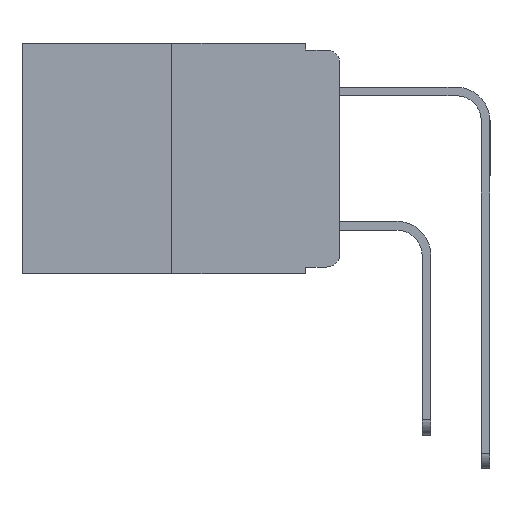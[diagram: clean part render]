
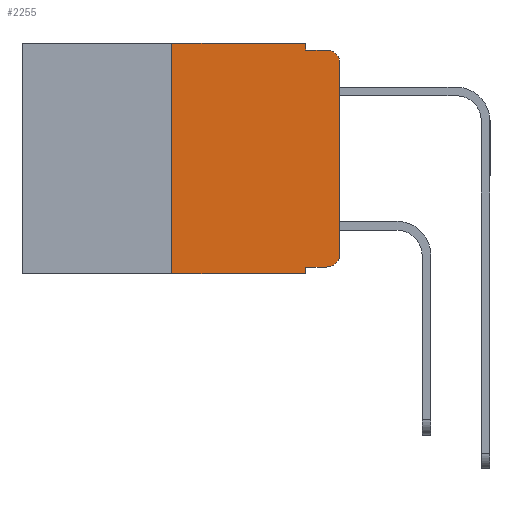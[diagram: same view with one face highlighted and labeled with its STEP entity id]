
A CAD part, left-side view. The second image highlights one B-rep face of the part: STEP entity #2255.
In plain terms, the highlighted planar face has unit normal (-1, 0, 0).
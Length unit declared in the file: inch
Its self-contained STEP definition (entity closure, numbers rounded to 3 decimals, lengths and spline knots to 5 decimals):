
#26 = LINE ( 'NONE', #5484, #4394 ) ;
#33 = VERTEX_POINT ( 'NONE', #10535 ) ;
#74 = AXIS2_PLACEMENT_3D ( 'NONE', #521, #1373, #6833 ) ;
#301 = EDGE_CURVE ( 'NONE', #11428, #5319, #26, .T. ) ;
#521 = CARTESIAN_POINT ( 'NONE',  ( 0., 0.473, 0. ) ) ;
#776 = LINE ( 'NONE', #830, #4194 ) ;
#830 = CARTESIAN_POINT ( 'NONE',  ( 0., 0.473, -0.343 ) ) ;
#1050 = ORIENTED_EDGE ( 'NONE', *, *, #6519, .T. ) ;
#1346 = CARTESIAN_POINT ( 'NONE',  ( 0., 0.02, -0.313 ) ) ;
#1373 = DIRECTION ( 'NONE',  ( 1., 0., 0. ) ) ;
#1539 = LINE ( 'NONE', #1601, #9599 ) ;
#1601 = CARTESIAN_POINT ( 'NONE',  ( 0., 0.473, 0. ) ) ;
#2048 = LINE ( 'NONE', #8680, #2479 ) ;
#2049 = VECTOR ( 'NONE', #7763, 39.37008 ) ;
#2255 = ADVANCED_FACE ( 'NONE', ( #4240 ), #8833, .F. ) ;
#2318 = AXIS2_PLACEMENT_3D ( 'NONE', #6517, #8281, #4776 ) ;
#2364 = VECTOR ( 'NONE', #6212, 39.37008 ) ;
#2424 = CARTESIAN_POINT ( 'NONE',  ( 0., 0.25, -0.343 ) ) ;
#2479 = VECTOR ( 'NONE', #4192, 39.37008 ) ;
#2618 = LINE ( 'NONE', #9863, #2364 ) ;
#2870 = CIRCLE ( 'NONE', #11398, 0.02 ) ;
#3166 = EDGE_CURVE ( 'NONE', #10223, #33, #2870, .T. ) ;
#3367 = CARTESIAN_POINT ( 'NONE',  ( 0., 0.051, -0.333 ) ) ;
#3443 = ORIENTED_EDGE ( 'NONE', *, *, #4535, .F. ) ;
#4186 = VERTEX_POINT ( 'NONE', #4886 ) ;
#4192 = DIRECTION ( 'NONE',  ( 0., 0., -1. ) ) ;
#4194 = VECTOR ( 'NONE', #6347, 39.37008 ) ;
#4240 = FACE_OUTER_BOUND ( 'NONE', #5460, .T. ) ;
#4259 = CIRCLE ( 'NONE', #2318, 0.02 ) ;
#4370 = ORIENTED_EDGE ( 'NONE', *, *, #301, .F. ) ;
#4394 = VECTOR ( 'NONE', #8334, 39.37008 ) ;
#4535 = EDGE_CURVE ( 'NONE', #6894, #11428, #2618, .T. ) ;
#4540 = VERTEX_POINT ( 'NONE', #5256 ) ;
#4776 = DIRECTION ( 'NONE',  ( 0., 0., -1. ) ) ;
#4886 = CARTESIAN_POINT ( 'NONE',  ( 0., 0.051, -0.343 ) ) ;
#5256 = CARTESIAN_POINT ( 'NONE',  ( 0., 0.051, -0.333 ) ) ;
#5319 = VERTEX_POINT ( 'NONE', #8972 ) ;
#5322 = EDGE_CURVE ( 'NONE', #7166, #8317, #11769, .T. ) ;
#5379 = DIRECTION ( 'NONE',  ( 0., -1., 0. ) ) ;
#5460 = EDGE_LOOP ( 'NONE', ( #7794, #8017, #4370, #3443, #5785, #8911, #1050, #11699, #9753, #10911 ) ) ;
#5484 = CARTESIAN_POINT ( 'NONE',  ( 0., 0.051, -0.01 ) ) ;
#5490 = EDGE_CURVE ( 'NONE', #8317, #6894, #1539, .T. ) ;
#5592 = EDGE_CURVE ( 'NONE', #4540, #10223, #11687, .T. ) ;
#5635 = EDGE_CURVE ( 'NONE', #4540, #4186, #2048, .T. ) ;
#5785 = ORIENTED_EDGE ( 'NONE', *, *, #5490, .F. ) ;
#6012 = LINE ( 'NONE', #6795, #2049 ) ;
#6212 = DIRECTION ( 'NONE',  ( 0., 0., -1. ) ) ;
#6347 = DIRECTION ( 'NONE',  ( 0., -1., 0. ) ) ;
#6517 = CARTESIAN_POINT ( 'NONE',  ( 0., 0.02, -0.03 ) ) ;
#6519 = EDGE_CURVE ( 'NONE', #7166, #4186, #776, .T. ) ;
#6795 = CARTESIAN_POINT ( 'NONE',  ( 0., 0., 0. ) ) ;
#6833 = DIRECTION ( 'NONE',  ( 0., 0., -1. ) ) ;
#6894 = VERTEX_POINT ( 'NONE', #9303 ) ;
#6940 = VECTOR ( 'NONE', #5379, 39.37008 ) ;
#6992 = DIRECTION ( 'NONE',  ( -1., 0., 0. ) ) ;
#7035 = EDGE_CURVE ( 'NONE', #33, #8415, #6012, .T. ) ;
#7139 = CARTESIAN_POINT ( 'NONE',  ( 0., 0.25, 0. ) ) ;
#7166 = VERTEX_POINT ( 'NONE', #2424 ) ;
#7763 = DIRECTION ( 'NONE',  ( 0., 0., 1. ) ) ;
#7794 = ORIENTED_EDGE ( 'NONE', *, *, #7035, .T. ) ;
#8017 = ORIENTED_EDGE ( 'NONE', *, *, #9455, .T. ) ;
#8029 = CARTESIAN_POINT ( 'NONE',  ( 0., 0., -0.03 ) ) ;
#8161 = DIRECTION ( 'NONE',  ( 0., -1., 0. ) ) ;
#8281 = DIRECTION ( 'NONE',  ( -1., 0., 0. ) ) ;
#8317 = VERTEX_POINT ( 'NONE', #10352 ) ;
#8334 = DIRECTION ( 'NONE',  ( 0., -1., 0. ) ) ;
#8415 = VERTEX_POINT ( 'NONE', #8029 ) ;
#8622 = VECTOR ( 'NONE', #8780, 39.37008 ) ;
#8680 = CARTESIAN_POINT ( 'NONE',  ( 0., 0.051, 0. ) ) ;
#8780 = DIRECTION ( 'NONE',  ( 0., 0., 1. ) ) ;
#8833 = PLANE ( 'NONE',  #74 ) ;
#8911 = ORIENTED_EDGE ( 'NONE', *, *, #5322, .F. ) ;
#8972 = CARTESIAN_POINT ( 'NONE',  ( 0., 0.02, -0.01 ) ) ;
#8977 = CARTESIAN_POINT ( 'NONE',  ( 0., 0.02, -0.333 ) ) ;
#9001 = DIRECTION ( 'NONE',  ( 0., 0., -1. ) ) ;
#9303 = CARTESIAN_POINT ( 'NONE',  ( 0., 0.051, 0. ) ) ;
#9455 = EDGE_CURVE ( 'NONE', #8415, #5319, #4259, .T. ) ;
#9599 = VECTOR ( 'NONE', #8161, 39.37008 ) ;
#9753 = ORIENTED_EDGE ( 'NONE', *, *, #5592, .T. ) ;
#9863 = CARTESIAN_POINT ( 'NONE',  ( 0., 0.051, 0. ) ) ;
#10223 = VERTEX_POINT ( 'NONE', #8977 ) ;
#10352 = CARTESIAN_POINT ( 'NONE',  ( 0., 0.25, 0. ) ) ;
#10535 = CARTESIAN_POINT ( 'NONE',  ( 0., 0., -0.313 ) ) ;
#10911 = ORIENTED_EDGE ( 'NONE', *, *, #3166, .T. ) ;
#11398 = AXIS2_PLACEMENT_3D ( 'NONE', #1346, #6992, #9001 ) ;
#11428 = VERTEX_POINT ( 'NONE', #11713 ) ;
#11687 = LINE ( 'NONE', #3367, #6940 ) ;
#11699 = ORIENTED_EDGE ( 'NONE', *, *, #5635, .F. ) ;
#11713 = CARTESIAN_POINT ( 'NONE',  ( 0., 0.051, -0.01 ) ) ;
#11769 = LINE ( 'NONE', #7139, #8622 ) ;
